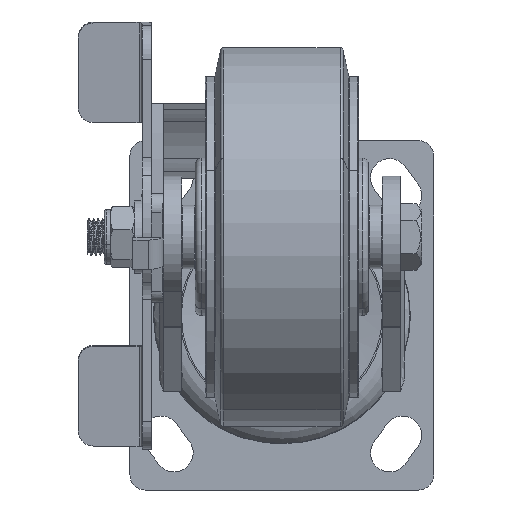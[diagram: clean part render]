
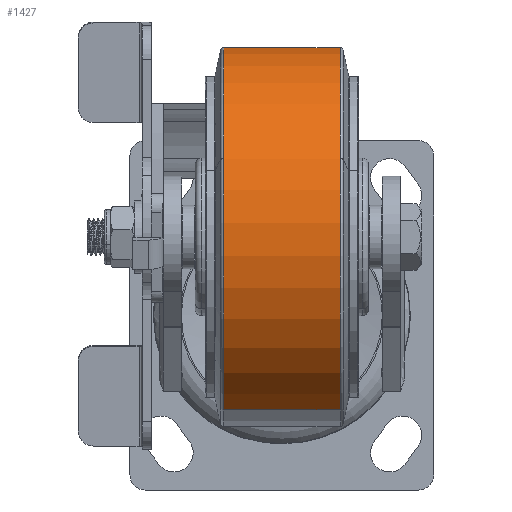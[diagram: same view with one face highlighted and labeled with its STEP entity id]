
A CAD part, front view. The second image highlights one B-rep face of the part: STEP entity #1427.
In plain terms, the highlighted cylindrical face has radius 62.5 mm (diameter 125 mm), a partial arc.
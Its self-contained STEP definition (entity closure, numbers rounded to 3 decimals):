
#108 = EDGE_LOOP ( 'NONE', ( #14148, #10594, #34369, #4404, #26332, #481 ) ) ;
#442 = LINE ( 'NONE', #12720, #35409 ) ;
#481 = ORIENTED_EDGE ( 'NONE', *, *, #37404, .T. ) ;
#1363 = FACE_OUTER_BOUND ( 'NONE', #108, .T. ) ;
#1427 = ADVANCED_FACE ( 'NONE', ( #1363 ), #13665, .T. ) ;
#2430 = DIRECTION ( 'NONE',  ( 0., 1., 0. ) ) ;
#2720 = VECTOR ( 'NONE', #22307, 1000. ) ;
#3270 = CARTESIAN_POINT ( 'NONE',  ( -19.189, -62.5, 0. ) ) ;
#4404 = ORIENTED_EDGE ( 'NONE', *, *, #35986, .T. ) ;
#4633 = CIRCLE ( 'NONE', #27183, 62.5 ) ;
#5263 = CIRCLE ( 'NONE', #27798, 62.5 ) ;
#6046 = CIRCLE ( 'NONE', #28577, 62.5 ) ;
#7055 = CARTESIAN_POINT ( 'NONE',  ( 19.189, 0., 0. ) ) ;
#7068 = VERTEX_POINT ( 'NONE', #3270 ) ;
#7522 = DIRECTION ( 'NONE',  ( 0., 1., 0. ) ) ;
#7765 = CARTESIAN_POINT ( 'NONE',  ( -19.189, 0., -62.5 ) ) ;
#7806 = CARTESIAN_POINT ( 'NONE',  ( 25.25, 0., 0. ) ) ;
#10016 = CARTESIAN_POINT ( 'NONE',  ( 25.25, 0., -62.5 ) ) ;
#10594 = ORIENTED_EDGE ( 'NONE', *, *, #18740, .T. ) ;
#10664 = EDGE_CURVE ( 'NONE', #21238, #7068, #13103, .T. ) ;
#10872 = DIRECTION ( 'NONE',  ( 1., 0., 0. ) ) ;
#11360 = VERTEX_POINT ( 'NONE', #26149 ) ;
#12720 = CARTESIAN_POINT ( 'NONE',  ( 25.25, 0., 62.5 ) ) ;
#12928 = VERTEX_POINT ( 'NONE', #39650 ) ;
#13103 = CIRCLE ( 'NONE', #35637, 62.5 ) ;
#13526 = CARTESIAN_POINT ( 'NONE',  ( -19.189, 0., 62.5 ) ) ;
#13665 = CYLINDRICAL_SURFACE ( 'NONE', #21445, 62.5 ) ;
#14148 = ORIENTED_EDGE ( 'NONE', *, *, #20843, .F. ) ;
#15974 = VERTEX_POINT ( 'NONE', #7765 ) ;
#17743 = CARTESIAN_POINT ( 'NONE',  ( 19.189, 0., 0. ) ) ;
#18740 = EDGE_CURVE ( 'NONE', #11360, #12928, #5263, .T. ) ;
#19334 = DIRECTION ( 'NONE',  ( -1., 0., 0. ) ) ;
#20115 = DIRECTION ( 'NONE',  ( -1., 0., 0. ) ) ;
#20843 = EDGE_CURVE ( 'NONE', #11360, #15974, #37624, .T. ) ;
#21238 = VERTEX_POINT ( 'NONE', #13526 ) ;
#21445 = AXIS2_PLACEMENT_3D ( 'NONE', #7806, #20115, #32426 ) ;
#22307 = DIRECTION ( 'NONE',  ( -1., 0., 0. ) ) ;
#22852 = CARTESIAN_POINT ( 'NONE',  ( -19.189, 0., 0. ) ) ;
#23167 = DIRECTION ( 'NONE',  ( 0., 1., 0. ) ) ;
#25022 = DIRECTION ( 'NONE',  ( -1., 0., 0. ) ) ;
#26149 = CARTESIAN_POINT ( 'NONE',  ( 19.189, 0., -62.5 ) ) ;
#26332 = ORIENTED_EDGE ( 'NONE', *, *, #10664, .T. ) ;
#27183 = AXIS2_PLACEMENT_3D ( 'NONE', #38490, #10872, #23167 ) ;
#27798 = AXIS2_PLACEMENT_3D ( 'NONE', #7055, #19334, #31636 ) ;
#28577 = AXIS2_PLACEMENT_3D ( 'NONE', #17743, #30057, #2430 ) ;
#29249 = CARTESIAN_POINT ( 'NONE',  ( 19.189, 0., 62.5 ) ) ;
#30039 = EDGE_CURVE ( 'NONE', #12928, #32335, #6046, .T. ) ;
#30057 = DIRECTION ( 'NONE',  ( -1., 0., 0. ) ) ;
#31636 = DIRECTION ( 'NONE',  ( 0., 1., 0. ) ) ;
#32335 = VERTEX_POINT ( 'NONE', #29249 ) ;
#32426 = DIRECTION ( 'NONE',  ( 0., 0., 1. ) ) ;
#34369 = ORIENTED_EDGE ( 'NONE', *, *, #30039, .T. ) ;
#35142 = DIRECTION ( 'NONE',  ( 1., 0., 0. ) ) ;
#35409 = VECTOR ( 'NONE', #25022, 1000. ) ;
#35637 = AXIS2_PLACEMENT_3D ( 'NONE', #22852, #35142, #7522 ) ;
#35986 = EDGE_CURVE ( 'NONE', #32335, #21238, #442, .T. ) ;
#37404 = EDGE_CURVE ( 'NONE', #7068, #15974, #4633, .T. ) ;
#37624 = LINE ( 'NONE', #10016, #2720 ) ;
#38490 = CARTESIAN_POINT ( 'NONE',  ( -19.189, 0., 0. ) ) ;
#39650 = CARTESIAN_POINT ( 'NONE',  ( 19.189, -62.5, 0. ) ) ;
